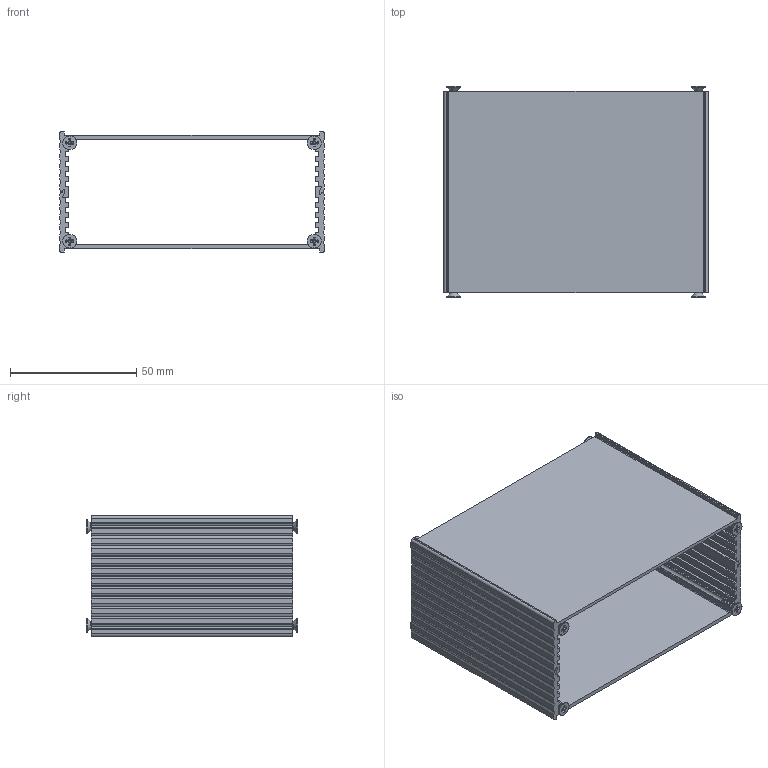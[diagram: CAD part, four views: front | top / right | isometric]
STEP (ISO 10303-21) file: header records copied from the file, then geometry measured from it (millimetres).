
FILE_DESCRIPTION(('FreeCAD Model'),'2;1');
FILE_NAME('Bopla_Filotec_F1048-80_PL1.step', '2018-08-27T14:27:34',('kicad StepUp'),('ksu MCAD'), 'Open CASCADE STEP processor 7.2','FreeCAD','Unknown');
FILE_SCHEMA(('AUTOMOTIVE_DESIGN { 1 0 10303 214 1 1 1 1 }'));
Length unit declared in the file: millimetre
Products named in the file (1): Bopla_Filotec_F1048-80_PL1
Bounding box: 105 x 83.7 x 48 mm (x, y, z)
Volume: 46210.6 mm3; surface area: 56063.3 mm2
Topology: 10 solids, 10 shells, 1276 faces, 3144 edges, 1832 vertices
Faces by surface type: cylinder 576, plane 348, sphere 128, torus 104, bspline 104, cone 16
Full cylindrical faces by diameter (mm): 2 x32, 5.5 x8
Entity records: 54635 total; most frequent: CARTESIAN_POINT 15693, DIRECTION 6682, ORIENTED_EDGE 6160, EDGE_CURVE 3080, AXIS2_PLACEMENT_3D 2637, VERTEX_POINT 1832, LINE 1408, VECTOR 1408
